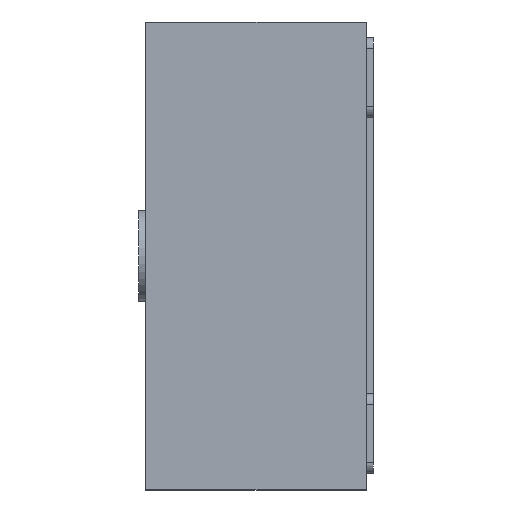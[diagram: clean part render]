
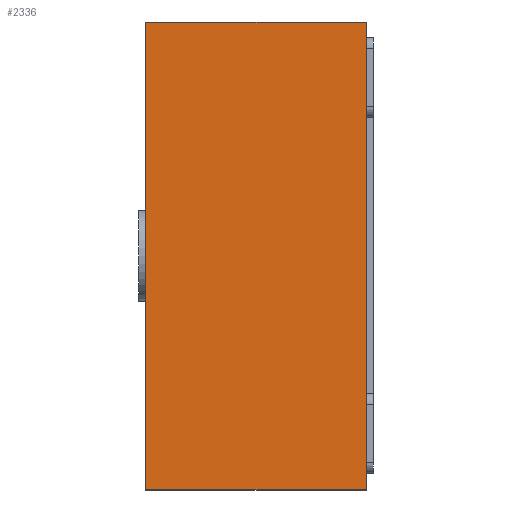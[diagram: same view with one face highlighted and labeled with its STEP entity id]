
A CAD part, left-side view. The second image highlights one B-rep face of the part: STEP entity #2336.
In plain terms, the highlighted planar face has unit normal (-1, 0, 0).
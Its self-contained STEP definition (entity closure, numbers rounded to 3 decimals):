
#10 = ORIENTED_EDGE ( 'NONE', *, *, #2283, .T. ) ;
#153 = PLANE ( 'NONE',  #2125 ) ;
#258 = DIRECTION ( 'NONE',  ( 0., 0., 1. ) ) ;
#304 = DIRECTION ( 'NONE',  ( 0., 0., -1. ) ) ;
#327 = ORIENTED_EDGE ( 'NONE', *, *, #822, .T. ) ;
#366 = DIRECTION ( 'NONE',  ( 0., -1., 0. ) ) ;
#375 = LINE ( 'NONE', #1639, #1513 ) ;
#403 = CARTESIAN_POINT ( 'NONE',  ( -1.019, 0.303, 0.644 ) ) ;
#652 = CARTESIAN_POINT ( 'NONE',  ( -1.019, 0.303, 0.644 ) ) ;
#658 = VERTEX_POINT ( 'NONE', #2033 ) ;
#659 = LINE ( 'NONE', #1352, #696 ) ;
#696 = VECTOR ( 'NONE', #258, 1000. ) ;
#786 = CARTESIAN_POINT ( 'NONE',  ( -1.019, 0.303, -0.644 ) ) ;
#822 = EDGE_CURVE ( 'NONE', #1381, #1170, #375, .T. ) ;
#869 = VECTOR ( 'NONE', #2327, 1000. ) ;
#973 = LINE ( 'NONE', #652, #1691 ) ;
#1011 = VERTEX_POINT ( 'NONE', #403 ) ;
#1019 = DIRECTION ( 'NONE',  ( 0., -1., 0. ) ) ;
#1059 = CARTESIAN_POINT ( 'NONE',  ( -1.019, -0.303, 0.644 ) ) ;
#1170 = VERTEX_POINT ( 'NONE', #1770 ) ;
#1308 = ORIENTED_EDGE ( 'NONE', *, *, #2161, .F. ) ;
#1352 = CARTESIAN_POINT ( 'NONE',  ( -1.019, 0.303, 0.644 ) ) ;
#1381 = VERTEX_POINT ( 'NONE', #786 ) ;
#1513 = VECTOR ( 'NONE', #366, 1000. ) ;
#1596 = FACE_OUTER_BOUND ( 'NONE', #2277, .T. ) ;
#1605 = CARTESIAN_POINT ( 'NONE',  ( -1.019, 0.303, 0.644 ) ) ;
#1639 = CARTESIAN_POINT ( 'NONE',  ( -1.019, 0.303, -0.644 ) ) ;
#1691 = VECTOR ( 'NONE', #1019, 1000. ) ;
#1770 = CARTESIAN_POINT ( 'NONE',  ( -1.019, -0.303, -0.644 ) ) ;
#2033 = CARTESIAN_POINT ( 'NONE',  ( -1.019, -0.303, 0.644 ) ) ;
#2091 = ORIENTED_EDGE ( 'NONE', *, *, #2188, .F. ) ;
#2125 = AXIS2_PLACEMENT_3D ( 'NONE', #1605, #2338, #304 ) ;
#2126 = LINE ( 'NONE', #1059, #869 ) ;
#2161 = EDGE_CURVE ( 'NONE', #1381, #1011, #659, .T. ) ;
#2188 = EDGE_CURVE ( 'NONE', #1011, #658, #973, .T. ) ;
#2277 = EDGE_LOOP ( 'NONE', ( #10, #2091, #1308, #327 ) ) ;
#2283 = EDGE_CURVE ( 'NONE', #1170, #658, #2126, .T. ) ;
#2327 = DIRECTION ( 'NONE',  ( 0., 0., 1. ) ) ;
#2336 = ADVANCED_FACE ( 'NONE', ( #1596 ), #153, .F. ) ;
#2338 = DIRECTION ( 'NONE',  ( 1., 0., 0. ) ) ;
